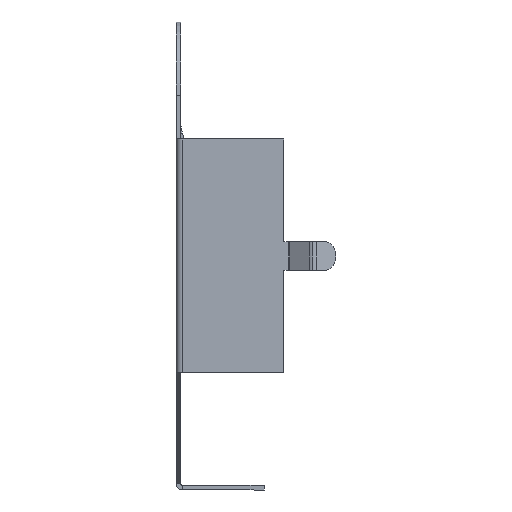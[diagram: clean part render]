
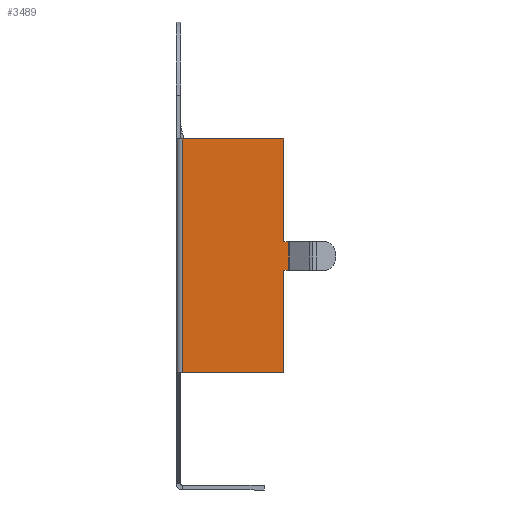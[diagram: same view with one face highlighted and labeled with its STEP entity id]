
A CAD part, left-side view. The second image highlights one B-rep face of the part: STEP entity #3489.
In plain terms, the highlighted planar face has unit normal (-1, 0, 0).
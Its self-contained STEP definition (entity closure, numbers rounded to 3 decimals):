
#49 = DIRECTION ( 'NONE',  ( 0., 1., 0. ) ) ;
#121 = ORIENTED_EDGE ( 'NONE', *, *, #2212, .F. ) ;
#162 = DIRECTION ( 'NONE',  ( 0., -1., 0. ) ) ;
#196 = ORIENTED_EDGE ( 'NONE', *, *, #2580, .T. ) ;
#246 = VECTOR ( 'NONE', #2166, 1000. ) ;
#350 = DIRECTION ( 'NONE',  ( 0., -1., 0. ) ) ;
#403 = VERTEX_POINT ( 'NONE', #1039 ) ;
#437 = ORIENTED_EDGE ( 'NONE', *, *, #1724, .F. ) ;
#455 = CARTESIAN_POINT ( 'NONE',  ( -12.7, 5.49, -6.35 ) ) ;
#649 = VERTEX_POINT ( 'NONE', #455 ) ;
#803 = CARTESIAN_POINT ( 'NONE',  ( -12.7, 5.49, 6.35 ) ) ;
#835 = VECTOR ( 'NONE', #350, 1000. ) ;
#850 = EDGE_LOOP ( 'NONE', ( #1379, #2264, #437, #196, #2196, #1505, #121, #1813 ) ) ;
#853 = VECTOR ( 'NONE', #2161, 1000. ) ;
#923 = LINE ( 'NONE', #3032, #853 ) ;
#1039 = CARTESIAN_POINT ( 'NONE',  ( -12.7, -0.271, -0.785 ) ) ;
#1086 = VECTOR ( 'NONE', #3420, 1000. ) ;
#1096 = LINE ( 'NONE', #1243, #3076 ) ;
#1124 = VERTEX_POINT ( 'NONE', #803 ) ;
#1132 = LINE ( 'NONE', #2625, #1086 ) ;
#1201 = CARTESIAN_POINT ( 'NONE',  ( -12.7, 0., -0.785 ) ) ;
#1243 = CARTESIAN_POINT ( 'NONE',  ( -12.7, 5.59, 6.35 ) ) ;
#1323 = CARTESIAN_POINT ( 'NONE',  ( -12.7, 0., 6.35 ) ) ;
#1379 = ORIENTED_EDGE ( 'NONE', *, *, #3421, .F. ) ;
#1440 = VECTOR ( 'NONE', #3027, 1000. ) ;
#1449 = CARTESIAN_POINT ( 'NONE',  ( -12.7, 0., -0.785 ) ) ;
#1479 = CARTESIAN_POINT ( 'NONE',  ( -12.7, 5.49, 6.35 ) ) ;
#1483 = VECTOR ( 'NONE', #49, 1000. ) ;
#1505 = ORIENTED_EDGE ( 'NONE', *, *, #2374, .F. ) ;
#1549 = CARTESIAN_POINT ( 'NONE',  ( -12.7, 0., 0.785 ) ) ;
#1614 = CARTESIAN_POINT ( 'NONE',  ( -12.7, 0., 0. ) ) ;
#1705 = CARTESIAN_POINT ( 'NONE',  ( -12.7, -0.271, 0.785 ) ) ;
#1724 = EDGE_CURVE ( 'NONE', #1894, #1857, #3547, .T. ) ;
#1813 = ORIENTED_EDGE ( 'NONE', *, *, #1968, .F. ) ;
#1857 = VERTEX_POINT ( 'NONE', #2260 ) ;
#1894 = VERTEX_POINT ( 'NONE', #1201 ) ;
#1968 = EDGE_CURVE ( 'NONE', #1124, #2088, #1096, .T. ) ;
#2040 = AXIS2_PLACEMENT_3D ( 'NONE', #1614, #2729, #3558 ) ;
#2060 = EDGE_CURVE ( 'NONE', #2457, #403, #923, .T. ) ;
#2088 = VERTEX_POINT ( 'NONE', #3329 ) ;
#2104 = LINE ( 'NONE', #1479, #3154 ) ;
#2161 = DIRECTION ( 'NONE',  ( 0., 0., -1. ) ) ;
#2166 = DIRECTION ( 'NONE',  ( 0., 0., -1. ) ) ;
#2196 = ORIENTED_EDGE ( 'NONE', *, *, #2060, .F. ) ;
#2212 = EDGE_CURVE ( 'NONE', #2088, #3270, #1132, .T. ) ;
#2256 = LINE ( 'NONE', #1549, #1440 ) ;
#2260 = CARTESIAN_POINT ( 'NONE',  ( -12.7, 0., -6.35 ) ) ;
#2264 = ORIENTED_EDGE ( 'NONE', *, *, #2524, .F. ) ;
#2374 = EDGE_CURVE ( 'NONE', #3270, #2457, #2256, .T. ) ;
#2457 = VERTEX_POINT ( 'NONE', #1705 ) ;
#2520 = CARTESIAN_POINT ( 'NONE',  ( -12.7, 0., -6.35 ) ) ;
#2524 = EDGE_CURVE ( 'NONE', #1857, #649, #3060, .T. ) ;
#2525 = LINE ( 'NONE', #1449, #835 ) ;
#2580 = EDGE_CURVE ( 'NONE', #1894, #403, #2525, .T. ) ;
#2625 = CARTESIAN_POINT ( 'NONE',  ( -12.7, 0., 6.35 ) ) ;
#2729 = DIRECTION ( 'NONE',  ( 1., 0., 0. ) ) ;
#2979 = FACE_OUTER_BOUND ( 'NONE', #850, .T. ) ;
#3027 = DIRECTION ( 'NONE',  ( 0., -1., 0. ) ) ;
#3032 = CARTESIAN_POINT ( 'NONE',  ( -12.7, -0.271, 0.785 ) ) ;
#3060 = LINE ( 'NONE', #2520, #1483 ) ;
#3076 = VECTOR ( 'NONE', #162, 1000. ) ;
#3154 = VECTOR ( 'NONE', #3426, 1000. ) ;
#3205 = CARTESIAN_POINT ( 'NONE',  ( -12.7, 0., 0.785 ) ) ;
#3270 = VERTEX_POINT ( 'NONE', #3205 ) ;
#3277 = PLANE ( 'NONE',  #2040 ) ;
#3329 = CARTESIAN_POINT ( 'NONE',  ( -12.7, 0., 6.35 ) ) ;
#3420 = DIRECTION ( 'NONE',  ( 0., 0., -1. ) ) ;
#3421 = EDGE_CURVE ( 'NONE', #649, #1124, #2104, .T. ) ;
#3426 = DIRECTION ( 'NONE',  ( 0., 0., 1. ) ) ;
#3489 = ADVANCED_FACE ( 'NONE', ( #2979 ), #3277, .F. ) ;
#3547 = LINE ( 'NONE', #1323, #246 ) ;
#3558 = DIRECTION ( 'NONE',  ( 0., 1., 0. ) ) ;
